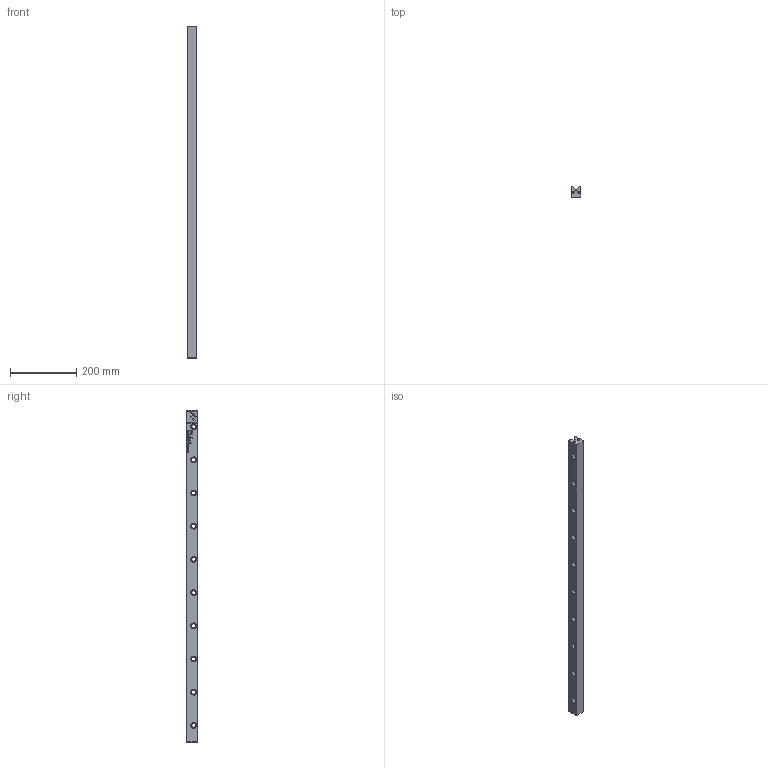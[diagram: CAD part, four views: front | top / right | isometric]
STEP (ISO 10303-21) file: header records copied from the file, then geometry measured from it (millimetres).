
FILE_DESCRIPTION(/* description */ (''),/* implementation_level */ '2;1');
FILE_NAME(/* name */ 'N2535_1000.stp',/* time_stamp */ '2024-12-04T10:29:19+01:00',/* author */ (''),/* organization */ (''),/* preprocessor_version */ 'ST-DEVELOPER v16.7',/* originating_system */ 'SIEMENS PLM Software NX 12.0',/* authorisation */ '');
FILE_SCHEMA (('AUTOMOTIVE_DESIGN { 1 0 10303 214 3 1 1 1 }'));
Length unit declared in the file: millimetre
Products named in the file (1): NO2535_1000_stp
Bounding box: 30 x 34 x 1000 mm (x, y, z)
Volume: 811108.9 mm3; surface area: 153020.2 mm2
Topology: 1 solids, 1 shells, 443 faces, 1102 edges, 708 vertices
Faces by surface type: plane 247, bspline 90, cone 56, cylinder 50
Entity records: 15584 total; most frequent: CARTESIAN_POINT 3496, ORIENTED_EDGE 2204, DIRECTION 1786, EDGE_CURVE 1102, LINE 766, VECTOR 766, VERTEX_POINT 708, EDGE_LOOP 510
